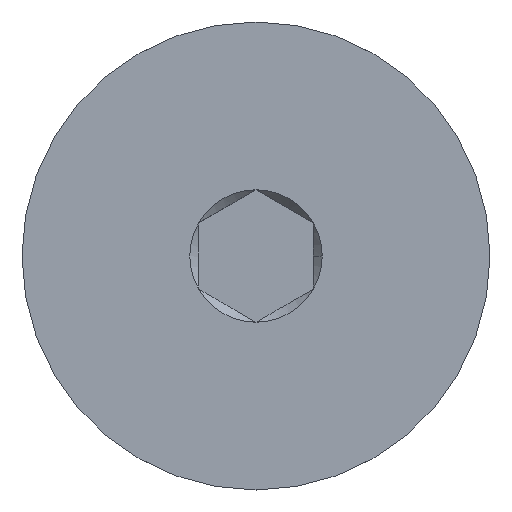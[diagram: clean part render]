
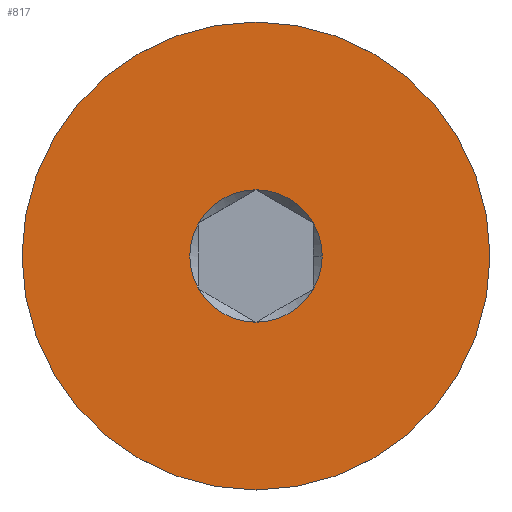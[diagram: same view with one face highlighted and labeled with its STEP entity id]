
A CAD part, top view. The second image highlights one B-rep face of the part: STEP entity #817.
In plain terms, the highlighted planar face has unit normal (0, 0, 1).
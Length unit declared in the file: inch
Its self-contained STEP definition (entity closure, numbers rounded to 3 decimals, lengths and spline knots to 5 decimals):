
#35 = DIRECTION ( 'NONE',  ( 0., 1., 0. ) ) ;
#119 = CIRCLE ( 'NONE', #3436, 0.03608 ) ;
#222 = AXIS2_PLACEMENT_3D ( 'NONE', #2504, #1503, #2185 ) ;
#284 = EDGE_CURVE ( 'NONE', #2796, #3245, #119, .T. ) ;
#364 = CIRCLE ( 'NONE', #3864, 0.03608 ) ;
#400 = DIRECTION ( 'NONE',  ( 1., 0., 0. ) ) ;
#452 = CARTESIAN_POINT ( 'NONE',  ( 0., 0., 0.25 ) ) ;
#455 = ORIENTED_EDGE ( 'NONE', *, *, #284, .F. ) ;
#477 = CIRCLE ( 'NONE', #3779, 0.03608 ) ;
#496 = DIRECTION ( 'NONE',  ( 0., 0., 1. ) ) ;
#588 = VERTEX_POINT ( 'NONE', #1062 ) ;
#627 = EDGE_CURVE ( 'NONE', #1002, #588, #1245, .T. ) ;
#650 = EDGE_CURVE ( 'NONE', #3245, #4099, #876, .T. ) ;
#700 = CARTESIAN_POINT ( 'NONE',  ( 0., 0., 0.25 ) ) ;
#730 = DIRECTION ( 'NONE',  ( 0., 0., 1. ) ) ;
#733 = CARTESIAN_POINT ( 'NONE',  ( 0., 0., 0.25 ) ) ;
#817 = ADVANCED_FACE ( 'NONE', ( #1824, #1153 ), #3190, .T. ) ;
#827 = CIRCLE ( 'NONE', #2007, 0.1275 ) ;
#876 = CIRCLE ( 'NONE', #2097, 0.03608 ) ;
#975 = CIRCLE ( 'NONE', #2033, 0.03608 ) ;
#1002 = VERTEX_POINT ( 'NONE', #3236 ) ;
#1014 = CARTESIAN_POINT ( 'NONE',  ( 0.03125, -0.01804, 0.25 ) ) ;
#1062 = CARTESIAN_POINT ( 'NONE',  ( 0., -0.03608, 0.25 ) ) ;
#1074 = DIRECTION ( 'NONE',  ( 1., 0., 0. ) ) ;
#1153 = FACE_OUTER_BOUND ( 'NONE', #1357, .T. ) ;
#1245 = CIRCLE ( 'NONE', #2671, 0.03608 ) ;
#1316 = ORIENTED_EDGE ( 'NONE', *, *, #4297, .F. ) ;
#1333 = CIRCLE ( 'NONE', #222, 0.1275 ) ;
#1345 = ORIENTED_EDGE ( 'NONE', *, *, #2085, .F. ) ;
#1357 = EDGE_LOOP ( 'NONE', ( #2217, #1316 ) ) ;
#1367 = DIRECTION ( 'NONE',  ( 0., 0., -1. ) ) ;
#1458 = DIRECTION ( 'NONE',  ( 0., -1., 0. ) ) ;
#1503 = DIRECTION ( 'NONE',  ( 0., 0., -1. ) ) ;
#1595 = DIRECTION ( 'NONE',  ( 0., 0., 1. ) ) ;
#1715 = DIRECTION ( 'NONE',  ( 0., 0., 1. ) ) ;
#1790 = VERTEX_POINT ( 'NONE', #2931 ) ;
#1813 = EDGE_CURVE ( 'NONE', #4099, #2884, #477, .T. ) ;
#1824 = FACE_BOUND ( 'NONE', #3252, .T. ) ;
#1933 = DIRECTION ( 'NONE',  ( 1., 0., 0. ) ) ;
#2007 = AXIS2_PLACEMENT_3D ( 'NONE', #3985, #1367, #35 ) ;
#2033 = AXIS2_PLACEMENT_3D ( 'NONE', #3798, #730, #1074 ) ;
#2046 = DIRECTION ( 'NONE',  ( 0., 0., 1. ) ) ;
#2068 = AXIS2_PLACEMENT_3D ( 'NONE', #452, #3716, #3765 ) ;
#2085 = EDGE_CURVE ( 'NONE', #588, #2796, #364, .T. ) ;
#2097 = AXIS2_PLACEMENT_3D ( 'NONE', #733, #4085, #2472 ) ;
#2185 = DIRECTION ( 'NONE',  ( 0., 1., 0. ) ) ;
#2217 = ORIENTED_EDGE ( 'NONE', *, *, #3553, .F. ) ;
#2264 = VERTEX_POINT ( 'NONE', #3440 ) ;
#2413 = VERTEX_POINT ( 'NONE', #4225 ) ;
#2472 = DIRECTION ( 'NONE',  ( 1., 0., 0. ) ) ;
#2504 = CARTESIAN_POINT ( 'NONE',  ( 0., 0., 0.25 ) ) ;
#2664 = CARTESIAN_POINT ( 'NONE',  ( 0.03125, 0.01804, 0.25 ) ) ;
#2671 = AXIS2_PLACEMENT_3D ( 'NONE', #700, #1715, #400 ) ;
#2683 = CARTESIAN_POINT ( 'NONE',  ( 0., 0., 0.25 ) ) ;
#2699 = CARTESIAN_POINT ( 'NONE',  ( 0., 0., 0.25 ) ) ;
#2746 = DIRECTION ( 'NONE',  ( 1., 0., 0. ) ) ;
#2796 = VERTEX_POINT ( 'NONE', #1014 ) ;
#2884 = VERTEX_POINT ( 'NONE', #3784 ) ;
#2927 = EDGE_CURVE ( 'NONE', #2884, #2413, #975, .T. ) ;
#2931 = CARTESIAN_POINT ( 'NONE',  ( 0., 0.1275, 0.25 ) ) ;
#2941 = ORIENTED_EDGE ( 'NONE', *, *, #627, .F. ) ;
#3029 = DIRECTION ( 'NONE',  ( 0., 0., 1. ) ) ;
#3190 = PLANE ( 'NONE',  #3574 ) ;
#3236 = CARTESIAN_POINT ( 'NONE',  ( -0.03125, -0.01804, 0.25 ) ) ;
#3245 = VERTEX_POINT ( 'NONE', #3520 ) ;
#3252 = EDGE_LOOP ( 'NONE', ( #4286, #3620, #455, #1345, #2941, #3877, #4230 ) ) ;
#3436 = AXIS2_PLACEMENT_3D ( 'NONE', #2683, #3029, #4015 ) ;
#3438 = CIRCLE ( 'NONE', #2068, 0.03608 ) ;
#3440 = CARTESIAN_POINT ( 'NONE',  ( 0., -0.1275, 0.25 ) ) ;
#3464 = CARTESIAN_POINT ( 'NONE',  ( 0., 0., 0.25 ) ) ;
#3520 = CARTESIAN_POINT ( 'NONE',  ( 0.03608, 0., 0.25 ) ) ;
#3553 = EDGE_CURVE ( 'NONE', #1790, #2264, #827, .T. ) ;
#3574 = AXIS2_PLACEMENT_3D ( 'NONE', #3464, #496, #1458 ) ;
#3599 = CARTESIAN_POINT ( 'NONE',  ( 0., 0., 0.25 ) ) ;
#3620 = ORIENTED_EDGE ( 'NONE', *, *, #650, .F. ) ;
#3716 = DIRECTION ( 'NONE',  ( 0., 0., 1. ) ) ;
#3765 = DIRECTION ( 'NONE',  ( 1., 0., 0. ) ) ;
#3779 = AXIS2_PLACEMENT_3D ( 'NONE', #3599, #1595, #1933 ) ;
#3784 = CARTESIAN_POINT ( 'NONE',  ( 0., 0.03608, 0.25 ) ) ;
#3798 = CARTESIAN_POINT ( 'NONE',  ( 0., 0., 0.25 ) ) ;
#3864 = AXIS2_PLACEMENT_3D ( 'NONE', #2699, #2046, #2746 ) ;
#3877 = ORIENTED_EDGE ( 'NONE', *, *, #4141, .F. ) ;
#3985 = CARTESIAN_POINT ( 'NONE',  ( 0., 0., 0.25 ) ) ;
#4015 = DIRECTION ( 'NONE',  ( 1., 0., 0. ) ) ;
#4085 = DIRECTION ( 'NONE',  ( 0., 0., 1. ) ) ;
#4099 = VERTEX_POINT ( 'NONE', #2664 ) ;
#4141 = EDGE_CURVE ( 'NONE', #2413, #1002, #3438, .T. ) ;
#4225 = CARTESIAN_POINT ( 'NONE',  ( -0.03125, 0.01804, 0.25 ) ) ;
#4230 = ORIENTED_EDGE ( 'NONE', *, *, #2927, .F. ) ;
#4286 = ORIENTED_EDGE ( 'NONE', *, *, #1813, .F. ) ;
#4297 = EDGE_CURVE ( 'NONE', #2264, #1790, #1333, .T. ) ;
